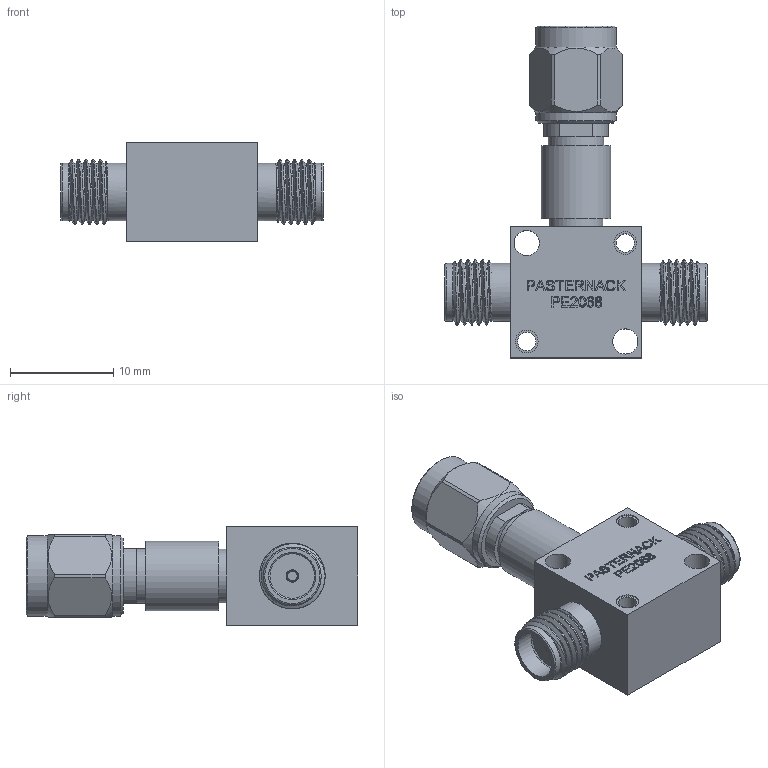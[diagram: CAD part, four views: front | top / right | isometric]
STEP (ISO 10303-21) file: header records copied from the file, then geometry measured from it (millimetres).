
FILE_DESCRIPTION (( 'STEP AP203' ), '1' );
FILE_NAME ('PE2068_3D.step', '2021-08-12T14:57:27', ( '' ), ( '' ), 'SwSTEP 2.0', 'SolidWorks 2021', '' );
FILE_SCHEMA (( 'CONFIG_CONTROL_DESIGN' ));
Length unit declared in the file: inch
Products named in the file (1): PE2068_3D
Bounding box: 25.4 x 32.11 x 9.53 mm (x, y, z)
Volume: 2371.5 mm3; surface area: 2127.9 mm2
Topology: 1 solids, 1 shells, 350 faces, 921 edges, 614 vertices
Faces by surface type: plane 185, bspline 106, cylinder 41, cone 16, torus 2
Full cylindrical faces by diameter (mm): 0.94 x3, 1.194 x3, 1.778 x2, 2.184 x2, 2.438 x2, 4.445 x1, 4.572 x2, 5.222 x1, 5.334 x1, 5.582 x4, 6.35 x6, 6.746 x1, 7.762 x2
Entity records: 19865 total; most frequent: CARTESIAN_POINT 12229, ORIENTED_EDGE 1730, DIRECTION 1158, EDGE_CURVE 865, VERTEX_POINT 599, LINE 498, VECTOR 498, EDGE_LOOP 428
